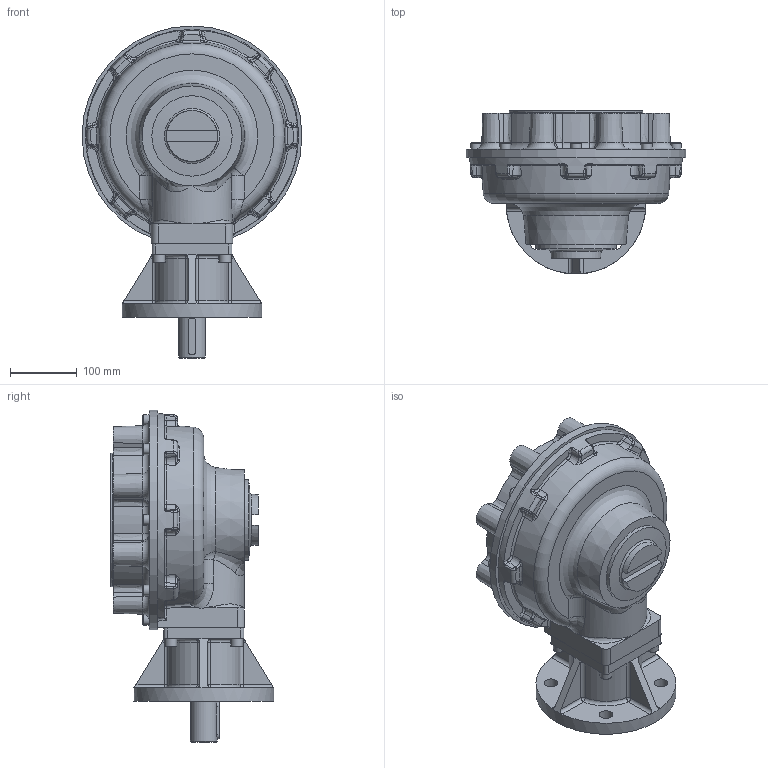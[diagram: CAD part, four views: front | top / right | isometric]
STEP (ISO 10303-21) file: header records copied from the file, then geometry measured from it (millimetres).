
FILE_DESCRIPTION( ( 'Unknown' ), '1' );
FILE_NAME( 'PUBIB9-F16-F25_simplified.stp', 'Unknown', ( 'Unknown' ), ( 'Unknown' ), 'PSStep 15.0.49', 'Unknown', ' ' );
FILE_SCHEMA( ( 'AUTOMOTIVE_DESIGN { 1 0 10303 214 1 1 1 1 }' ) );
Length unit declared in the file: millimetre
Products named in the file (20): 1; 2; 3; 4; 5; 6; 7; 8; 9; 10; 11; 12; 13; 14; 15; 16; 17; 18; 19; 20
Bounding box: 330 x 245.41 x 498.23 mm (x, y, z)
Surface area: 589934.3 mm2 (no closed solid volume)
Topology: 0 solids, 585 shells, 585 faces, 2780 edges, 2661 vertices
Faces by surface type: plane 183, torus 108, bspline 93, cylinder 92, cone 75, sphere 34
Full cylindrical faces by diameter (mm): 8.376 x1, 14 x8, 16 x8, 18 x4, 20.5 x4, 40 x1, 50 x1, 110 x1, 120.65 x1, 130 x1, 200 x1, 210 x1, 220 x1, 330 x1
Entity records: 51621 total; most frequent: CARTESIAN_POINT 27005, DIRECTION 4187, VERTEX_POINT 2630, ORIENTED_EDGE 2621, EDGE_CURVE 2621, AXIS2_PLACEMENT_3D 1670, CIRCLE 1158, LINE 847
